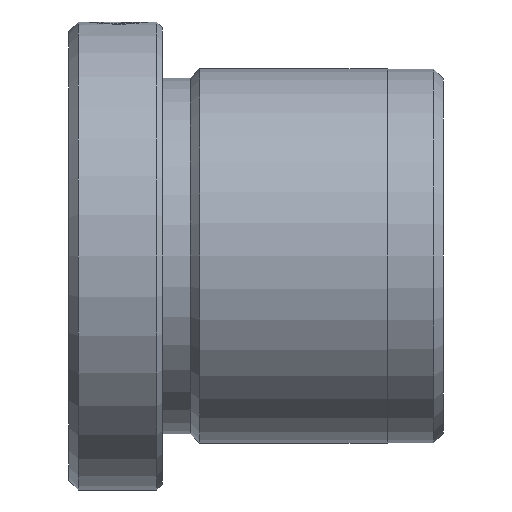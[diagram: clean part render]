
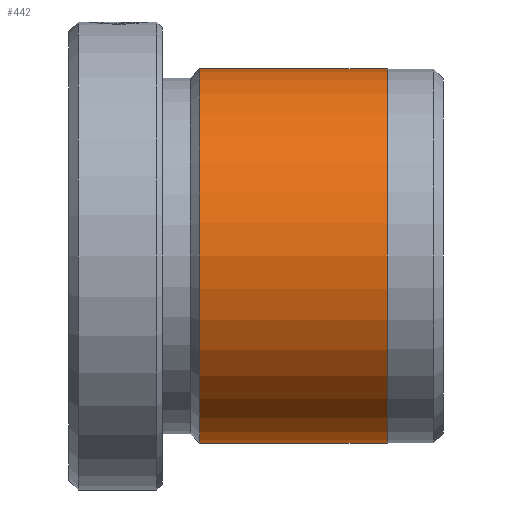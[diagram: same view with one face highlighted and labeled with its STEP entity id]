
A CAD part, left-side view. The second image highlights one B-rep face of the part: STEP entity #442.
In plain terms, the highlighted cylindrical face has radius 10 mm (diameter 20 mm), a partial arc.
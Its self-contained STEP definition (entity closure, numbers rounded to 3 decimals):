
#41 = CIRCLE ( 'NONE', #91, 10. ) ;
#61 = CARTESIAN_POINT ( 'NONE',  ( 0., -17., 0. ) ) ;
#91 = AXIS2_PLACEMENT_3D ( 'NONE', #61, #997, #196 ) ;
#163 = EDGE_LOOP ( 'NONE', ( #417, #1343, #1442, #791 ) ) ;
#167 = DIRECTION ( 'NONE',  ( 0., 1., 0. ) ) ;
#173 = AXIS2_PLACEMENT_3D ( 'NONE', #321, #190, #992 ) ;
#190 = DIRECTION ( 'NONE',  ( 0., 1., 0. ) ) ;
#196 = DIRECTION ( 'NONE',  ( 0., 0., 1. ) ) ;
#321 = CARTESIAN_POINT ( 'NONE',  ( 0., 0., 0. ) ) ;
#357 = EDGE_CURVE ( 'NONE', #1275, #1370, #517, .T. ) ;
#386 = AXIS2_PLACEMENT_3D ( 'NONE', #1519, #697, #1652 ) ;
#417 = ORIENTED_EDGE ( 'NONE', *, *, #713, .F. ) ;
#442 = ADVANCED_FACE ( 'NONE', ( #703 ), #654, .T. ) ;
#444 = CARTESIAN_POINT ( 'NONE',  ( 0., -7., 10. ) ) ;
#447 = EDGE_CURVE ( 'NONE', #1171, #564, #41, .T. ) ;
#474 = CARTESIAN_POINT ( 'NONE',  ( 0., 0., -10. ) ) ;
#517 = CIRCLE ( 'NONE', #386, 10. ) ;
#553 = CARTESIAN_POINT ( 'NONE',  ( 0., -17., 10. ) ) ;
#564 = VERTEX_POINT ( 'NONE', #553 ) ;
#617 = EDGE_CURVE ( 'NONE', #564, #1370, #767, .T. ) ;
#654 = CYLINDRICAL_SURFACE ( 'NONE', #173, 10. ) ;
#697 = DIRECTION ( 'NONE',  ( 0., 1., 0. ) ) ;
#703 = FACE_OUTER_BOUND ( 'NONE', #163, .T. ) ;
#713 = EDGE_CURVE ( 'NONE', #1171, #1275, #1369, .T. ) ;
#731 = VECTOR ( 'NONE', #167, 1000. ) ;
#767 = LINE ( 'NONE', #966, #731 ) ;
#791 = ORIENTED_EDGE ( 'NONE', *, *, #357, .F. ) ;
#966 = CARTESIAN_POINT ( 'NONE',  ( 0., 0., 10. ) ) ;
#992 = DIRECTION ( 'NONE',  ( 0., 0., 1. ) ) ;
#997 = DIRECTION ( 'NONE',  ( 0., 1., 0. ) ) ;
#1008 = VECTOR ( 'NONE', #1551, 1000. ) ;
#1171 = VERTEX_POINT ( 'NONE', #1202 ) ;
#1202 = CARTESIAN_POINT ( 'NONE',  ( 0., -17., -10. ) ) ;
#1275 = VERTEX_POINT ( 'NONE', #1358 ) ;
#1343 = ORIENTED_EDGE ( 'NONE', *, *, #447, .T. ) ;
#1358 = CARTESIAN_POINT ( 'NONE',  ( 0., -7., -10. ) ) ;
#1369 = LINE ( 'NONE', #474, #1008 ) ;
#1370 = VERTEX_POINT ( 'NONE', #444 ) ;
#1442 = ORIENTED_EDGE ( 'NONE', *, *, #617, .T. ) ;
#1519 = CARTESIAN_POINT ( 'NONE',  ( 0., -7., 0. ) ) ;
#1551 = DIRECTION ( 'NONE',  ( 0., 1., 0. ) ) ;
#1652 = DIRECTION ( 'NONE',  ( 0., 0., 1. ) ) ;
